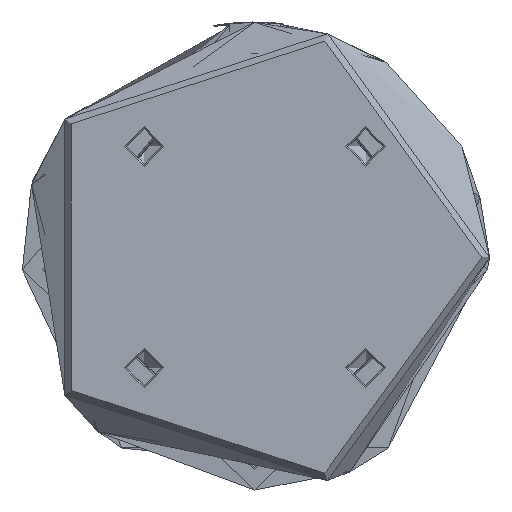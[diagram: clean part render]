
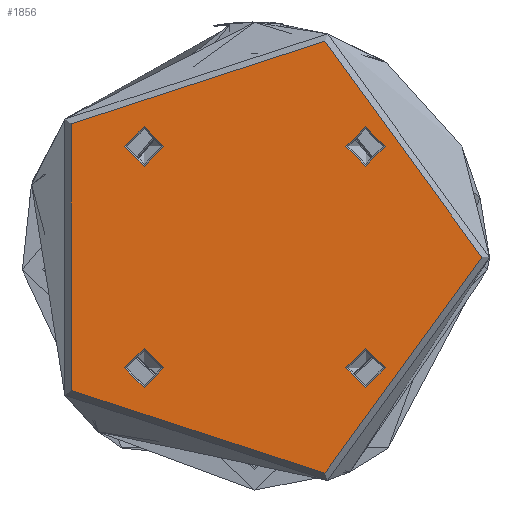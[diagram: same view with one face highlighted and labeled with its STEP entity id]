
A CAD part, front view. The second image highlights one B-rep face of the part: STEP entity #1856.
In plain terms, the highlighted face is planar.
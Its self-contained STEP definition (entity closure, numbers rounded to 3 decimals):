
#187 = CARTESIAN_POINT ( 'NONE',  ( 58., 0., 0. ) ) ;
#236 = VERTEX_POINT ( 'NONE', #187 ) ;
#263 = EDGE_CURVE ( 'NONE', #2016, #2016, #2908, .T. ) ;
#271 = CIRCLE ( 'NONE', #4478, 58. ) ;
#277 = AXIS2_PLACEMENT_3D ( 'NONE', #677, #3587, #1103 ) ;
#410 = ORIENTED_EDGE ( 'NONE', *, *, #4889, .T. ) ;
#508 = VERTEX_POINT ( 'NONE', #3921 ) ;
#509 = DIRECTION ( 'NONE',  ( 0., 0., 1. ) ) ;
#518 = EDGE_LOOP ( 'NONE', ( #1290 ) ) ;
#669 = AXIS2_PLACEMENT_3D ( 'NONE', #4362, #1895, #4787 ) ;
#677 = CARTESIAN_POINT ( 'NONE',  ( 0., 0., 0. ) ) ;
#697 = DIRECTION ( 'NONE',  ( 0., 0., 1. ) ) ;
#840 = VERTEX_POINT ( 'NONE', #2687 ) ;
#843 = CIRCLE ( 'NONE', #1858, 5.025 ) ;
#1103 = DIRECTION ( 'NONE',  ( -1., 0., 0. ) ) ;
#1277 = EDGE_CURVE ( 'NONE', #1559, #1559, #3801, .T. ) ;
#1290 = ORIENTED_EDGE ( 'NONE', *, *, #1277, .F. ) ;
#1410 = FACE_OUTER_BOUND ( 'NONE', #3032, .T. ) ;
#1416 = FACE_BOUND ( 'NONE', #4960, .T. ) ;
#1421 = CARTESIAN_POINT ( 'NONE',  ( -23.259, -28.284, 0. ) ) ;
#1481 = FACE_BOUND ( 'NONE', #518, .T. ) ;
#1559 = VERTEX_POINT ( 'NONE', #1421 ) ;
#1579 = CARTESIAN_POINT ( 'NONE',  ( 28.284, 28.284, 0. ) ) ;
#1671 = FACE_BOUND ( 'NONE', #2647, .T. ) ;
#1732 = FACE_BOUND ( 'NONE', #1957, .T. ) ;
#1781 = DIRECTION ( 'NONE',  ( 0., 0., 1. ) ) ;
#1856 = ADVANCED_FACE ( 'NONE', ( #1416, #1732, #1671, #1481, #1410 ), #1918, .F. ) ;
#1858 = AXIS2_PLACEMENT_3D ( 'NONE', #3196, #697, #3603 ) ;
#1895 = DIRECTION ( 'NONE',  ( 0., 0., 1. ) ) ;
#1918 = PLANE ( 'NONE',  #277 ) ;
#1957 = EDGE_LOOP ( 'NONE', ( #2291 ) ) ;
#2004 = DIRECTION ( 'NONE',  ( 1., 0., 0. ) ) ;
#2016 = VERTEX_POINT ( 'NONE', #3879 ) ;
#2291 = ORIENTED_EDGE ( 'NONE', *, *, #2604, .F. ) ;
#2604 = EDGE_CURVE ( 'NONE', #840, #840, #3828, .T. ) ;
#2647 = EDGE_LOOP ( 'NONE', ( #5297 ) ) ;
#2687 = CARTESIAN_POINT ( 'NONE',  ( 33.309, 28.284, 0. ) ) ;
#2908 = CIRCLE ( 'NONE', #669, 5.025 ) ;
#3015 = CARTESIAN_POINT ( 'NONE',  ( 0., 0., 0. ) ) ;
#3032 = EDGE_LOOP ( 'NONE', ( #410 ) ) ;
#3196 = CARTESIAN_POINT ( 'NONE',  ( 28.284, -28.284, 0. ) ) ;
#3335 = EDGE_CURVE ( 'NONE', #508, #508, #843, .T. ) ;
#3421 = DIRECTION ( 'NONE',  ( 1., 0., 0. ) ) ;
#3587 = DIRECTION ( 'NONE',  ( 0., 0., -1. ) ) ;
#3603 = DIRECTION ( 'NONE',  ( 1., 0., 0. ) ) ;
#3801 = CIRCLE ( 'NONE', #5002, 5.025 ) ;
#3828 = CIRCLE ( 'NONE', #4805, 5.025 ) ;
#3879 = CARTESIAN_POINT ( 'NONE',  ( -23.259, 28.284, 0. ) ) ;
#3921 = CARTESIAN_POINT ( 'NONE',  ( 33.309, -28.284, 0. ) ) ;
#4250 = CARTESIAN_POINT ( 'NONE',  ( -28.284, -28.284, 0. ) ) ;
#4362 = CARTESIAN_POINT ( 'NONE',  ( -28.284, 28.284, 0. ) ) ;
#4469 = DIRECTION ( 'NONE',  ( 0., 0., 1. ) ) ;
#4478 = AXIS2_PLACEMENT_3D ( 'NONE', #3015, #509, #3421 ) ;
#4672 = DIRECTION ( 'NONE',  ( 1., 0., 0. ) ) ;
#4787 = DIRECTION ( 'NONE',  ( 1., 0., 0. ) ) ;
#4805 = AXIS2_PLACEMENT_3D ( 'NONE', #1579, #4469, #2004 ) ;
#4889 = EDGE_CURVE ( 'NONE', #236, #236, #271, .T. ) ;
#4960 = EDGE_LOOP ( 'NONE', ( #5114 ) ) ;
#5002 = AXIS2_PLACEMENT_3D ( 'NONE', #4250, #1781, #4672 ) ;
#5114 = ORIENTED_EDGE ( 'NONE', *, *, #263, .F. ) ;
#5297 = ORIENTED_EDGE ( 'NONE', *, *, #3335, .F. ) ;
